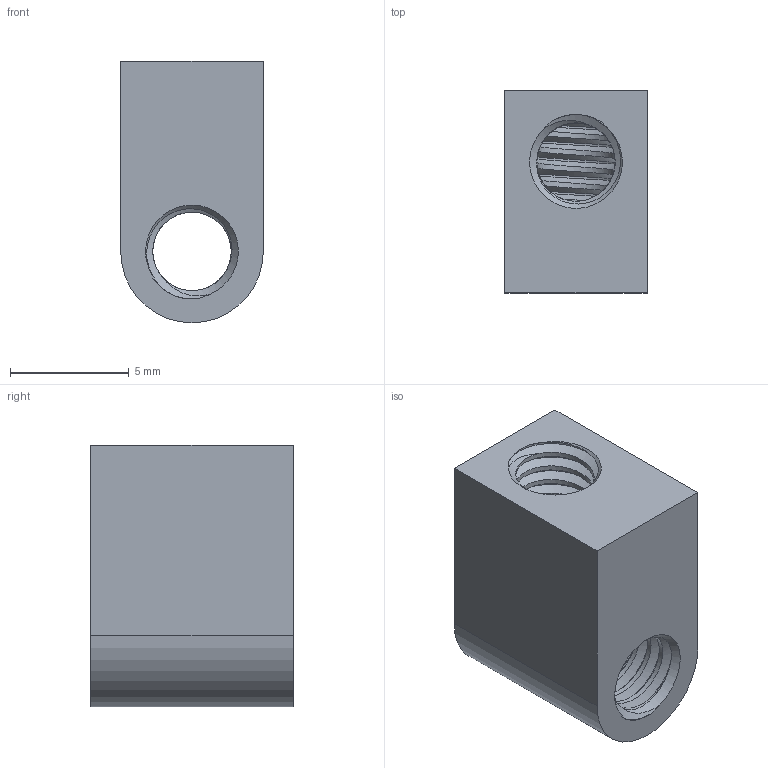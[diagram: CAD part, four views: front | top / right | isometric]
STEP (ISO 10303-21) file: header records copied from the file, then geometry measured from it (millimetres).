
FILE_DESCRIPTION( ( '' ), ' ' );
FILE_NAME( '5a2aca0872ac810ef6302f58.step', '2017-12-08T17:21:12', ( '' ), ( '' ), ' ', ' ', ' ' );
FILE_SCHEMA( ( 'AUTOMOTIVE_DESIGN { 1 0 10303 214 1 1 1 1 }' ) );
Length unit declared in the file: metre
Products named in the file (1): 1203-0008-0001
Bounding box: 6 x 8.5 x 11 mm (x, y, z)
Volume: 374.9 mm3; surface area: 610.5 mm2
Topology: 1 solids, 1 shells, 90 faces, 411 edges, 323 vertices
Faces by surface type: cylinder 56, bspline 24, plane 7, cone 3
Entity records: 8884 total; most frequent: CARTESIAN_POINT 5614, ORIENTED_EDGE 822, EDGE_CURVE 411, VERTEX_POINT 323, DIRECTION 260, B_SPLINE_CURVE_WITH_KNOTS 157, AXIS2_PLACEMENT_3D 120, EDGE_LOOP 94
